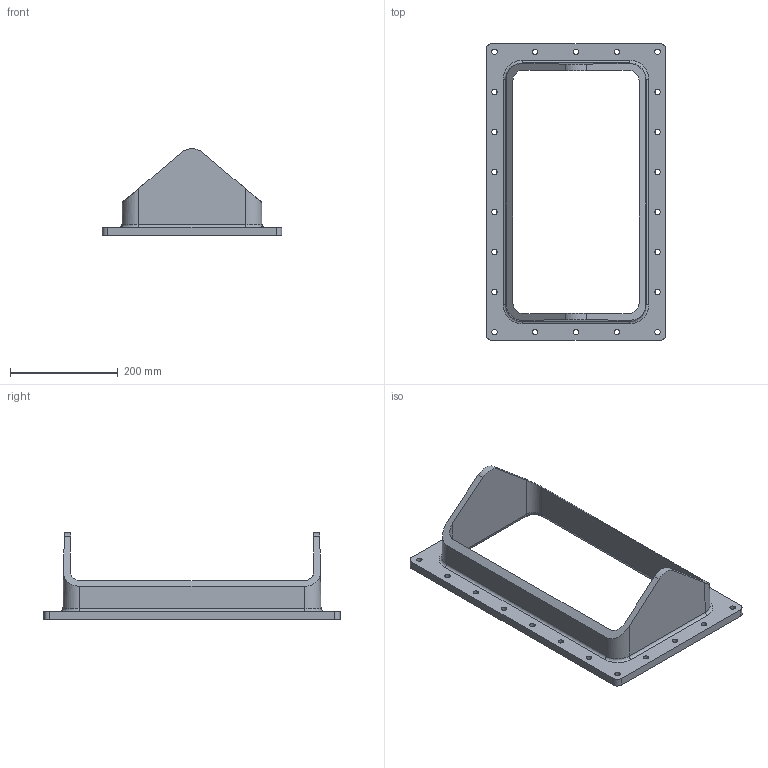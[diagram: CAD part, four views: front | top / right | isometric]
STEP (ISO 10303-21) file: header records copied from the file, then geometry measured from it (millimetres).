
FILE_DESCRIPTION(/* description */ (''),/* implementation_level */ '2;1');
FILE_NAME(/* name */ 'SRF-185-GRP .stp',/* time_stamp */ '2016-09-14T13:51:07+02:00',/* author */ ('elvira'),/* organization */ (''),/* preprocessor_version */ 'ST-DEVELOPER v16.1',/* originating_system */ 'Autodesk Inventor 2016',/* authorisation */ '');
FILE_SCHEMA (('AUTOMOTIVE_DESIGN { 1 0 10303 214 3 1 1 }'));
Length unit declared in the file: millimetre
Products named in the file (1): SRF-185-GRP
Bounding box: 333 x 550 x 160.41 mm (x, y, z)
Volume: 2258836.1 mm3; surface area: 394184.4 mm2
Topology: 1 solids, 1 shells, 68 faces, 182 edges, 116 vertices
Faces by surface type: cylinder 44, plane 16, bspline 8
Full cylindrical faces by diameter (mm): 10 x22
Entity records: 2539 total; most frequent: CARTESIAN_POINT 673, DIRECTION 378, ORIENTED_EDGE 320, EDGE_CURVE 160, AXIS2_PLACEMENT_3D 157, EDGE_LOOP 136, VERTEX_POINT 116, STYLED_ITEM 69
